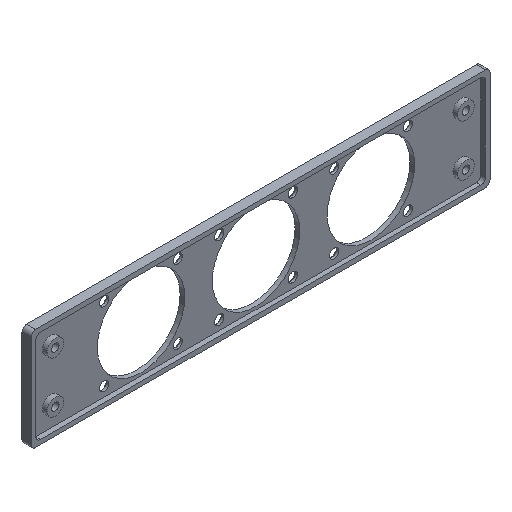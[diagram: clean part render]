
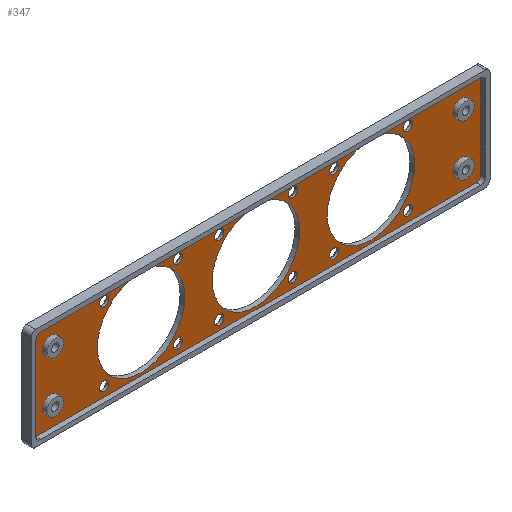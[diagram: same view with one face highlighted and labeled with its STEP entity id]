
A CAD part, isometric view. The second image highlights one B-rep face of the part: STEP entity #347.
In plain terms, the highlighted planar face has unit normal (0, -1, 0).
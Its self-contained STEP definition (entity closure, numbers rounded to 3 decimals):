
#27=CARTESIAN_POINT('',(-425.8,-78.,256.75));
#28=DIRECTION('',(0.,-1.,0.));
#29=DIRECTION('',(0.,0.,-1.));
#30=AXIS2_PLACEMENT_3D('',#27,#28,#29);
#31=PLANE('',#30);
#32=CARTESIAN_POINT('',(-476.,-78.,325.08));
#33=VERTEX_POINT('',#32);
#34=CARTESIAN_POINT('',(-478.,-78.,325.08));
#35=DIRECTION('',(0.,-1.,0.));
#36=DIRECTION('',(1.,0.,0.));
#37=AXIS2_PLACEMENT_3D('',#34,#35,#36);
#38=CIRCLE('',#37,2.);
#39=EDGE_CURVE('',#33,#33,#38,.T.);
#40=ORIENTED_EDGE('',*,*,#39,.F.);
#41=EDGE_LOOP('',(#40));
#42=FACE_BOUND('',#41,.T.);
#43=CARTESIAN_POINT('',(-376.,-78.,325.08));
#44=VERTEX_POINT('',#43);
#45=CARTESIAN_POINT('',(-378.,-78.,325.08));
#46=DIRECTION('',(0.,-1.,0.));
#47=DIRECTION('',(1.,0.,0.));
#48=AXIS2_PLACEMENT_3D('',#45,#46,#47);
#49=CIRCLE('',#48,2.);
#50=EDGE_CURVE('',#44,#44,#49,.T.);
#51=ORIENTED_EDGE('',*,*,#50,.F.);
#52=EDGE_LOOP('',(#51));
#53=FACE_BOUND('',#52,.T.);
#54=CARTESIAN_POINT('',(-444.,-78.,325.08));
#55=VERTEX_POINT('',#54);
#56=CARTESIAN_POINT('',(-446.,-78.,325.08));
#57=DIRECTION('',(0.,-1.,0.));
#58=DIRECTION('',(1.,0.,0.));
#59=AXIS2_PLACEMENT_3D('',#56,#57,#58);
#60=CIRCLE('',#59,2.);
#61=EDGE_CURVE('',#55,#55,#60,.T.);
#62=ORIENTED_EDGE('',*,*,#61,.F.);
#63=EDGE_LOOP('',(#62));
#64=FACE_BOUND('',#63,.T.);
#65=CARTESIAN_POINT('',(-476.,-78.,293.08));
#66=VERTEX_POINT('',#65);
#67=CARTESIAN_POINT('',(-478.,-78.,293.08));
#68=DIRECTION('',(0.,-1.,0.));
#69=DIRECTION('',(1.,0.,0.));
#70=AXIS2_PLACEMENT_3D('',#67,#68,#69);
#71=CIRCLE('',#70,2.);
#72=EDGE_CURVE('',#66,#66,#71,.T.);
#73=ORIENTED_EDGE('',*,*,#72,.F.);
#74=EDGE_LOOP('',(#73));
#75=FACE_BOUND('',#74,.T.);
#76=CARTESIAN_POINT('',(-344.,-78.,325.08));
#77=VERTEX_POINT('',#76);
#78=CARTESIAN_POINT('',(-346.,-78.,325.08));
#79=DIRECTION('',(0.,-1.,0.));
#80=DIRECTION('',(1.,0.,0.));
#81=AXIS2_PLACEMENT_3D('',#78,#79,#80);
#82=CIRCLE('',#81,2.);
#83=EDGE_CURVE('',#77,#77,#82,.T.);
#84=ORIENTED_EDGE('',*,*,#83,.F.);
#85=EDGE_LOOP('',(#84));
#86=FACE_BOUND('',#85,.T.);
#87=CARTESIAN_POINT('',(-444.,-78.,293.08));
#88=VERTEX_POINT('',#87);
#89=CARTESIAN_POINT('',(-446.,-78.,293.08));
#90=DIRECTION('',(0.,-1.,0.));
#91=DIRECTION('',(1.,0.,0.));
#92=AXIS2_PLACEMENT_3D('',#89,#90,#91);
#93=CIRCLE('',#92,2.);
#94=EDGE_CURVE('',#88,#88,#93,.T.);
#95=ORIENTED_EDGE('',*,*,#94,.F.);
#96=EDGE_LOOP('',(#95));
#97=FACE_BOUND('',#96,.T.);
#98=CARTESIAN_POINT('',(-344.,-78.,293.08));
#99=VERTEX_POINT('',#98);
#100=CARTESIAN_POINT('',(-346.,-78.,293.08));
#101=DIRECTION('',(0.,-1.,0.));
#102=DIRECTION('',(1.,0.,0.));
#103=AXIS2_PLACEMENT_3D('',#100,#101,#102);
#104=CIRCLE('',#103,2.);
#105=EDGE_CURVE('',#99,#99,#104,.T.);
#106=ORIENTED_EDGE('',*,*,#105,.F.);
#107=EDGE_LOOP('',(#106));
#108=FACE_BOUND('',#107,.T.);
#109=CARTESIAN_POINT('',(-376.,-78.,293.08));
#110=VERTEX_POINT('',#109);
#111=CARTESIAN_POINT('',(-378.,-78.,293.08));
#112=DIRECTION('',(0.,-1.,0.));
#113=DIRECTION('',(1.,0.,0.));
#114=AXIS2_PLACEMENT_3D('',#111,#112,#113);
#115=CIRCLE('',#114,2.);
#116=EDGE_CURVE('',#110,#110,#115,.T.);
#117=ORIENTED_EDGE('',*,*,#116,.F.);
#118=EDGE_LOOP('',(#117));
#119=FACE_BOUND('',#118,.T.);
#120=CARTESIAN_POINT('',(-443.,-78.,309.08));
#121=VERTEX_POINT('',#120);
#122=CARTESIAN_POINT('',(-462.,-78.,309.08));
#123=DIRECTION('',(0.,-1.,0.));
#124=DIRECTION('',(1.,0.,0.));
#125=AXIS2_PLACEMENT_3D('',#122,#123,#124);
#126=CIRCLE('',#125,19.);
#127=EDGE_CURVE('',#121,#121,#126,.T.);
#128=ORIENTED_EDGE('',*,*,#127,.F.);
#129=EDGE_LOOP('',(#128));
#130=FACE_BOUND('',#129,.T.);
#131=CARTESIAN_POINT('',(-343.,-78.,309.08));
#132=VERTEX_POINT('',#131);
#133=CARTESIAN_POINT('',(-362.,-78.,309.08));
#134=DIRECTION('',(0.,-1.,0.));
#135=DIRECTION('',(1.,0.,0.));
#136=AXIS2_PLACEMENT_3D('',#133,#134,#135);
#137=CIRCLE('',#136,19.);
#138=EDGE_CURVE('',#132,#132,#137,.T.);
#139=ORIENTED_EDGE('',*,*,#138,.F.);
#140=EDGE_LOOP('',(#139));
#141=FACE_BOUND('',#140,.T.);
#142=CARTESIAN_POINT('',(-426.,-78.,325.08));
#143=VERTEX_POINT('',#142);
#144=CARTESIAN_POINT('',(-428.,-78.,325.08));
#145=DIRECTION('',(0.,-1.,0.));
#146=DIRECTION('',(1.,0.,0.));
#147=AXIS2_PLACEMENT_3D('',#144,#145,#146);
#148=CIRCLE('',#147,2.);
#149=EDGE_CURVE('',#143,#143,#148,.T.);
#150=ORIENTED_EDGE('',*,*,#149,.F.);
#151=EDGE_LOOP('',(#150));
#152=FACE_BOUND('',#151,.T.);
#153=CARTESIAN_POINT('',(-394.,-78.,325.08));
#154=VERTEX_POINT('',#153);
#155=CARTESIAN_POINT('',(-396.,-78.,325.08));
#156=DIRECTION('',(0.,-1.,0.));
#157=DIRECTION('',(1.,0.,0.));
#158=AXIS2_PLACEMENT_3D('',#155,#156,#157);
#159=CIRCLE('',#158,2.);
#160=EDGE_CURVE('',#154,#154,#159,.T.);
#161=ORIENTED_EDGE('',*,*,#160,.F.);
#162=EDGE_LOOP('',(#161));
#163=FACE_BOUND('',#162,.T.);
#164=CARTESIAN_POINT('',(-393.,-78.,309.08));
#165=VERTEX_POINT('',#164);
#166=CARTESIAN_POINT('',(-412.,-78.,309.08));
#167=DIRECTION('',(0.,-1.,0.));
#168=DIRECTION('',(1.,0.,0.));
#169=AXIS2_PLACEMENT_3D('',#166,#167,#168);
#170=CIRCLE('',#169,19.);
#171=EDGE_CURVE('',#165,#165,#170,.T.);
#172=ORIENTED_EDGE('',*,*,#171,.F.);
#173=EDGE_LOOP('',(#172));
#174=FACE_BOUND('',#173,.T.);
#175=CARTESIAN_POINT('',(-394.,-78.,293.08));
#176=VERTEX_POINT('',#175);
#177=CARTESIAN_POINT('',(-396.,-78.,293.08));
#178=DIRECTION('',(0.,-1.,0.));
#179=DIRECTION('',(1.,0.,0.));
#180=AXIS2_PLACEMENT_3D('',#177,#178,#179);
#181=CIRCLE('',#180,2.);
#182=EDGE_CURVE('',#176,#176,#181,.T.);
#183=ORIENTED_EDGE('',*,*,#182,.F.);
#184=EDGE_LOOP('',(#183));
#185=FACE_BOUND('',#184,.T.);
#186=CARTESIAN_POINT('',(-426.,-78.,293.08));
#187=VERTEX_POINT('',#186);
#188=CARTESIAN_POINT('',(-428.,-78.,293.08));
#189=DIRECTION('',(0.,-1.,0.));
#190=DIRECTION('',(1.,0.,0.));
#191=AXIS2_PLACEMENT_3D('',#188,#189,#190);
#192=CIRCLE('',#191,2.);
#193=EDGE_CURVE('',#187,#187,#192,.T.);
#194=ORIENTED_EDGE('',*,*,#193,.F.);
#195=EDGE_LOOP('',(#194));
#196=FACE_BOUND('',#195,.T.);
#197=CARTESIAN_POINT('',(-509.8,-78.,327.305));
#198=VERTEX_POINT('',#197);
#199=CARTESIAN_POINT('',(-509.8,-78.,290.855));
#200=VERTEX_POINT('',#199);
#201=CARTESIAN_POINT('',(-509.8,-78.,327.305));
#202=DIRECTION('',(0.,0.,-1.));
#203=VECTOR('',#202,36.45);
#204=LINE('',#201,#203);
#205=EDGE_CURVE('',#198,#200,#204,.T.);
#206=ORIENTED_EDGE('',*,*,#205,.T.);
#207=CARTESIAN_POINT('',(-507.8,-78.,288.855));
#208=VERTEX_POINT('',#207);
#209=CARTESIAN_POINT('',(-507.8,-78.,290.855));
#210=DIRECTION('',(0.,-1.,0.));
#211=DIRECTION('',(1.,0.,0.));
#212=AXIS2_PLACEMENT_3D('',#209,#210,#211);
#213=CIRCLE('',#212,2.);
#214=EDGE_CURVE('',#200,#208,#213,.T.);
#215=ORIENTED_EDGE('',*,*,#214,.T.);
#216=CARTESIAN_POINT('',(-316.2,-78.,288.855));
#217=VERTEX_POINT('',#216);
#218=CARTESIAN_POINT('',(-507.8,-78.,288.855));
#219=DIRECTION('',(1.,0.,0.));
#220=VECTOR('',#219,191.6);
#221=LINE('',#218,#220);
#222=EDGE_CURVE('',#208,#217,#221,.T.);
#223=ORIENTED_EDGE('',*,*,#222,.T.);
#224=CARTESIAN_POINT('',(-314.2,-78.,290.855));
#225=VERTEX_POINT('',#224);
#226=CARTESIAN_POINT('',(-316.2,-78.,290.855));
#227=DIRECTION('',(-0.,1.,0.));
#228=DIRECTION('',(-1.,-0.,0.));
#229=AXIS2_PLACEMENT_3D('',#226,#227,#228);
#230=CIRCLE('',#229,2.);
#231=EDGE_CURVE('',#225,#217,#230,.T.);
#232=ORIENTED_EDGE('',*,*,#231,.F.);
#233=CARTESIAN_POINT('',(-314.2,-78.,327.305));
#234=VERTEX_POINT('',#233);
#235=CARTESIAN_POINT('',(-314.2,-78.,327.305));
#236=DIRECTION('',(0.,0.,-1.));
#237=VECTOR('',#236,36.45);
#238=LINE('',#235,#237);
#239=EDGE_CURVE('',#234,#225,#238,.T.);
#240=ORIENTED_EDGE('',*,*,#239,.F.);
#241=CARTESIAN_POINT('',(-316.2,-78.,329.305));
#242=VERTEX_POINT('',#241);
#243=CARTESIAN_POINT('',(-316.2,-78.,327.305));
#244=DIRECTION('',(-0.,1.,0.));
#245=DIRECTION('',(-1.,-0.,0.));
#246=AXIS2_PLACEMENT_3D('',#243,#244,#245);
#247=CIRCLE('',#246,2.);
#248=EDGE_CURVE('',#242,#234,#247,.T.);
#249=ORIENTED_EDGE('',*,*,#248,.F.);
#250=CARTESIAN_POINT('',(-507.8,-78.,329.305));
#251=VERTEX_POINT('',#250);
#252=CARTESIAN_POINT('',(-316.2,-78.,329.305));
#253=DIRECTION('',(-1.,-0.,0.));
#254=VECTOR('',#253,191.6);
#255=LINE('',#252,#254);
#256=EDGE_CURVE('',#242,#251,#255,.T.);
#257=ORIENTED_EDGE('',*,*,#256,.T.);
#258=CARTESIAN_POINT('',(-507.8,-78.,327.305));
#259=DIRECTION('',(0.,-1.,0.));
#260=DIRECTION('',(1.,0.,0.));
#261=AXIS2_PLACEMENT_3D('',#258,#259,#260);
#262=CIRCLE('',#261,2.);
#263=EDGE_CURVE('',#251,#198,#262,.T.);
#264=ORIENTED_EDGE('',*,*,#263,.T.);
#265=EDGE_LOOP('',(#206,#215,#223,#232,#240,#249,#257,#264));
#266=FACE_BOUND('',#265,.T.);
#267=CARTESIAN_POINT('',(-504.9,-78.,320.225));
#268=VERTEX_POINT('',#267);
#269=CARTESIAN_POINT('',(-497.7,-78.,320.225));
#270=VERTEX_POINT('',#269);
#271=CARTESIAN_POINT('',(-501.3,-78.,320.225));
#272=DIRECTION('',(0.,-1.,0.));
#273=DIRECTION('',(1.,0.,0.));
#274=AXIS2_PLACEMENT_3D('',#271,#272,#273);
#275=CIRCLE('',#274,3.6);
#276=EDGE_CURVE('',#268,#270,#275,.T.);
#277=ORIENTED_EDGE('',*,*,#276,.F.);
#278=CARTESIAN_POINT('',(-501.3,-78.,320.225));
#279=DIRECTION('',(0.,-1.,0.));
#280=DIRECTION('',(1.,0.,0.));
#281=AXIS2_PLACEMENT_3D('',#278,#279,#280);
#282=CIRCLE('',#281,3.6);
#283=EDGE_CURVE('',#270,#268,#282,.T.);
#284=ORIENTED_EDGE('',*,*,#283,.F.);
#285=EDGE_LOOP('',(#277,#284));
#286=FACE_BOUND('',#285,.T.);
#287=CARTESIAN_POINT('',(-504.9,-78.,297.975));
#288=VERTEX_POINT('',#287);
#289=CARTESIAN_POINT('',(-497.7,-78.,297.975));
#290=VERTEX_POINT('',#289);
#291=CARTESIAN_POINT('',(-501.3,-78.,297.975));
#292=DIRECTION('',(0.,-1.,0.));
#293=DIRECTION('',(1.,0.,0.));
#294=AXIS2_PLACEMENT_3D('',#291,#292,#293);
#295=CIRCLE('',#294,3.6);
#296=EDGE_CURVE('',#288,#290,#295,.T.);
#297=ORIENTED_EDGE('',*,*,#296,.F.);
#298=CARTESIAN_POINT('',(-501.3,-78.,297.975));
#299=DIRECTION('',(0.,-1.,0.));
#300=DIRECTION('',(1.,0.,0.));
#301=AXIS2_PLACEMENT_3D('',#298,#299,#300);
#302=CIRCLE('',#301,3.6);
#303=EDGE_CURVE('',#290,#288,#302,.T.);
#304=ORIENTED_EDGE('',*,*,#303,.F.);
#305=EDGE_LOOP('',(#297,#304));
#306=FACE_BOUND('',#305,.T.);
#307=CARTESIAN_POINT('',(-326.3,-78.,320.225));
#308=VERTEX_POINT('',#307);
#309=CARTESIAN_POINT('',(-319.1,-78.,320.225));
#310=VERTEX_POINT('',#309);
#311=CARTESIAN_POINT('',(-322.7,-78.,320.225));
#312=DIRECTION('',(-0.,1.,0.));
#313=DIRECTION('',(-1.,-0.,0.));
#314=AXIS2_PLACEMENT_3D('',#311,#312,#313);
#315=CIRCLE('',#314,3.6);
#316=EDGE_CURVE('',#308,#310,#315,.T.);
#317=ORIENTED_EDGE('',*,*,#316,.T.);
#318=CARTESIAN_POINT('',(-322.7,-78.,320.225));
#319=DIRECTION('',(-0.,1.,0.));
#320=DIRECTION('',(-1.,-0.,0.));
#321=AXIS2_PLACEMENT_3D('',#318,#319,#320);
#322=CIRCLE('',#321,3.6);
#323=EDGE_CURVE('',#310,#308,#322,.T.);
#324=ORIENTED_EDGE('',*,*,#323,.T.);
#325=EDGE_LOOP('',(#317,#324));
#326=FACE_BOUND('',#325,.T.);
#327=CARTESIAN_POINT('',(-326.3,-78.,297.975));
#328=VERTEX_POINT('',#327);
#329=CARTESIAN_POINT('',(-319.1,-78.,297.975));
#330=VERTEX_POINT('',#329);
#331=CARTESIAN_POINT('',(-322.7,-78.,297.975));
#332=DIRECTION('',(-0.,1.,0.));
#333=DIRECTION('',(-1.,-0.,0.));
#334=AXIS2_PLACEMENT_3D('',#331,#332,#333);
#335=CIRCLE('',#334,3.6);
#336=EDGE_CURVE('',#328,#330,#335,.T.);
#337=ORIENTED_EDGE('',*,*,#336,.T.);
#338=CARTESIAN_POINT('',(-322.7,-78.,297.975));
#339=DIRECTION('',(-0.,1.,0.));
#340=DIRECTION('',(-1.,-0.,0.));
#341=AXIS2_PLACEMENT_3D('',#338,#339,#340);
#342=CIRCLE('',#341,3.6);
#343=EDGE_CURVE('',#330,#328,#342,.T.);
#344=ORIENTED_EDGE('',*,*,#343,.T.);
#345=EDGE_LOOP('',(#337,#344));
#346=FACE_BOUND('',#345,.T.);
#347=ADVANCED_FACE('',(#42,#53,#64,#75,#86,#97,#108,#119,#130,#141,#152,#163,#174,#185,#196,#266,#286,#306,#326,#346),#31,.T.);
